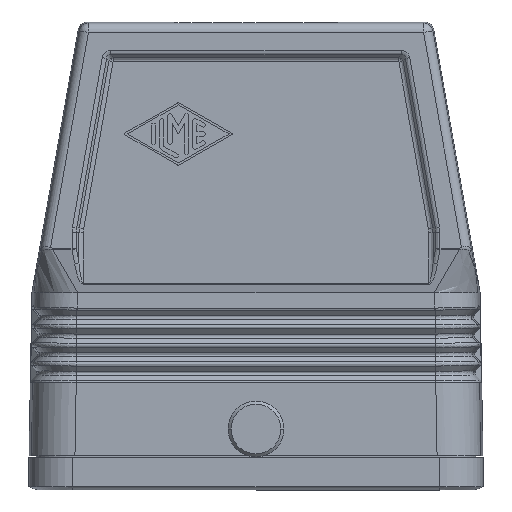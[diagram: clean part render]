
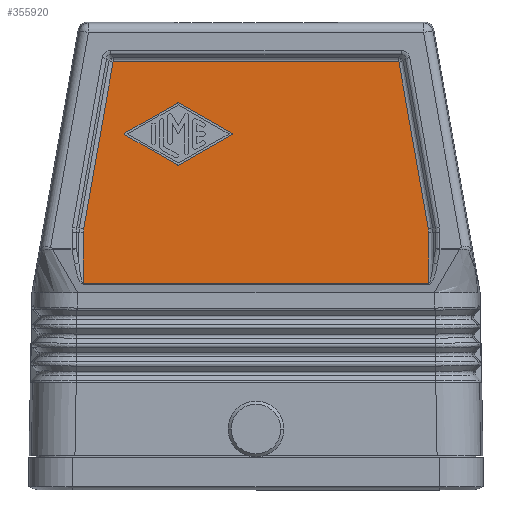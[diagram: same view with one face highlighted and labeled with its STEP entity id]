
A CAD part, left-side view. The second image highlights one B-rep face of the part: STEP entity #355920.
In plain terms, the highlighted planar face has unit normal (-1, 0, 0).
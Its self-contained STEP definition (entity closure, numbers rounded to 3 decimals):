
#32810=CARTESIAN_POINT('',(74.12,54.827,
50.993));
#32820=DIRECTION('',(1.,0.,0.));
#32830=DIRECTION('',(0.,1.,0.));
#32840=AXIS2_PLACEMENT_3D('',#32810,#32820,#32830);
#32850=PLANE('',#32840);
#32860=CARTESIAN_POINT('',(74.12,25.163,
48.623));
#32870=DIRECTION('',(0.,0.868,0.496));
#32880=VECTOR('',#32870,1.);
#32890=LINE('',#32860,#32880);
#32900=CARTESIAN_POINT('',(74.12,31.324,
52.145));
#32910=VERTEX_POINT('',#32900);
#32920=CARTESIAN_POINT('',(74.12,39.74,
56.956));
#32930=VERTEX_POINT('',#32920);
#32940=EDGE_CURVE('',#32910,#32930,#32890,.T.);
#32960=CARTESIAN_POINT('',(74.12,31.407,52.));
#32970=DIRECTION('',(-1.,0.,0.));
#32980=DIRECTION('',(0.,-1.,0.));
#32990=AXIS2_PLACEMENT_3D('',#32960,#32970,#32980);
#33000=CIRCLE('',#32990,0.167);
#33010=CARTESIAN_POINT('',(74.12,31.324,
51.855));
#33020=VERTEX_POINT('',#33010);
#33030=EDGE_CURVE('',#33020,#32910,#33000,.T.);
#33050=CARTESIAN_POINT('',(74.12,25.163,
55.377));
#33060=DIRECTION('',(0.,-0.868,0.496));
#33070=VECTOR('',#33060,1.);
#33080=LINE('',#33050,#33070);
#33090=CARTESIAN_POINT('',(74.12,39.74,
47.044));
#33100=VERTEX_POINT('',#33090);
#33110=EDGE_CURVE('',#33100,#33020,#33080,.T.);
#33130=CARTESIAN_POINT('',(74.12,39.906,47.334));
#33140=DIRECTION('',(-1.,0.,0.));
#33150=DIRECTION('',(0.,-1.,0.));
#33160=AXIS2_PLACEMENT_3D('',#33130,#33140,#33150);
#33170=CIRCLE('',#33160,0.333);
#33180=CARTESIAN_POINT('',(74.12,40.071,
47.044));
#33190=VERTEX_POINT('',#33180);
#33200=EDGE_CURVE('',#33190,#33100,#33170,.T.);
#33220=CARTESIAN_POINT('',(74.12,25.163,
38.523));
#33230=DIRECTION('',(0.,-0.868,-0.496));
#33240=VECTOR('',#33230,1.);
#33250=LINE('',#33220,#33240);
#33260=CARTESIAN_POINT('',(74.12,48.487,
51.855));
#33270=VERTEX_POINT('',#33260);
#33280=EDGE_CURVE('',#33270,#33190,#33250,.T.);
#33300=CARTESIAN_POINT('',(74.12,48.405,52.));
#33310=DIRECTION('',(-1.,0.,0.));
#33320=DIRECTION('',(0.,-1.,0.));
#33330=AXIS2_PLACEMENT_3D('',#33300,#33310,#33320);
#33340=CIRCLE('',#33330,0.167);
#33350=CARTESIAN_POINT('',(74.12,48.487,
52.145));
#33360=VERTEX_POINT('',#33350);
#33370=EDGE_CURVE('',#33360,#33270,#33340,.T.);
#33390=CARTESIAN_POINT('',(74.12,25.163,
65.477));
#33400=DIRECTION('',(0.,0.868,-0.496));
#33410=VECTOR('',#33400,1.);
#33420=LINE('',#33390,#33410);
#33430=CARTESIAN_POINT('',(74.12,40.071,
56.956));
#33440=VERTEX_POINT('',#33430);
#33450=EDGE_CURVE('',#33440,#33360,#33420,.T.);
#33470=CARTESIAN_POINT('',(74.12,39.906,56.666));
#33480=DIRECTION('',(-1.,0.,0.));
#33490=DIRECTION('',(0.,-1.,0.));
#33500=AXIS2_PLACEMENT_3D('',#33470,#33480,#33490);
#33510=CIRCLE('',#33500,0.333);
#33520=EDGE_CURVE('',#32930,#33440,#33510,.T.);
#34570=CARTESIAN_POINT('',(74.12,-0.345,
36.149));
#34580=VERTEX_POINT('',#34570);
#34630=CARTESIAN_POINT('',(74.12,-0.291,
36.762));
#34640=CARTESIAN_POINT('',(74.12,-0.295,
36.74));
#34650=CARTESIAN_POINT('',(74.12,-0.299,
36.717));
#34660=CARTESIAN_POINT('',(74.12,-0.304,
36.685));
#34670=CARTESIAN_POINT('',(74.12,-0.306,
36.675));
#34680=CARTESIAN_POINT('',(74.12,-0.317,
36.597));
#34690=CARTESIAN_POINT('',(74.12,-0.325,
36.527));
#34700=CARTESIAN_POINT('',(74.12,-0.332,
36.457));
#34710=CARTESIAN_POINT('',(74.12,-0.338,
36.384));
#34720=CARTESIAN_POINT('',(74.12,-0.342,
36.312));
#34730=CARTESIAN_POINT('',(74.12,-0.344,
36.232));
#34740=CARTESIAN_POINT('',(74.12,-0.344,
36.225));
#34750=CARTESIAN_POINT('',(74.12,-0.345,
36.195));
#34760=CARTESIAN_POINT('',(74.12,-0.345,
36.172));
#34770=CARTESIAN_POINT('',(74.12,-0.345,
36.149));
#34780=B_SPLINE_CURVE_WITH_KNOTS('',3,(#34630,#34640,#34650,#34660,
#34670,#34680,#34690,#34700,#34710,#34720,#34730,#34740,#34750,#34760,
#34770),.UNSPECIFIED.,.F.,.F.,(4,2,2,3,2,2,4),(0.,0.077,
0.107,0.339,0.579,0.602,
0.678),.UNSPECIFIED.);
#34790=CARTESIAN_POINT('',(74.12,-0.291,
36.762));
#34800=VERTEX_POINT('',#34790);
#34810=EDGE_CURVE('',#34800,#34580,#34780,.T.);
#217520=CARTESIAN_POINT('',(74.12,-0.345,
27.959));
#217530=VERTEX_POINT('',#217520);
#217710=CARTESIAN_POINT('',(74.12,55.165,
27.959));
#217720=VERTEX_POINT('',#217710);
#217750=CARTESIAN_POINT('',(74.12,25.163,
27.959));
#217760=DIRECTION('',(0.,1.,0.));
#217770=VECTOR('',#217760,1.);
#217780=LINE('',#217750,#217770);
#217790=EDGE_CURVE('',#217530,#217720,#217780,.T.);
#355220=CARTESIAN_POINT('',(74.12,55.165,
34.229));
#355230=DIRECTION('',(0.,0.,1.));
#355240=VECTOR('',#355230,1.);
#355250=LINE('',#355220,#355240);
#355260=CARTESIAN_POINT('',(74.12,55.165,
36.155));
#355270=VERTEX_POINT('',#355260);
#355280=EDGE_CURVE('',#217720,#355270,#355250,.T.);
#355290=ORIENTED_EDGE('',*,*,#355280,.F.);
#355300=CARTESIAN_POINT('',(74.12,55.165,
36.155));
#355310=CARTESIAN_POINT('',(74.12,55.165,
36.178));
#355320=CARTESIAN_POINT('',(74.12,55.165,
36.201));
#355330=CARTESIAN_POINT('',(74.12,55.164,
36.233));
#355340=CARTESIAN_POINT('',(74.12,55.164,
36.243));
#355350=CARTESIAN_POINT('',(74.12,55.162,
36.322));
#355360=CARTESIAN_POINT('',(74.12,55.158,
36.392));
#355370=CARTESIAN_POINT('',(74.12,55.152,
36.463));
#355380=CARTESIAN_POINT('',(74.12,55.145,
36.535));
#355390=CARTESIAN_POINT('',(74.12,55.137,
36.607));
#355400=CARTESIAN_POINT('',(74.12,55.125,
36.686));
#355410=CARTESIAN_POINT('',(74.12,55.124,
36.693));
#355420=CARTESIAN_POINT('',(74.12,55.119,
36.723));
#355430=CARTESIAN_POINT('',(74.12,55.115,
36.745));
#355440=CARTESIAN_POINT('',(74.12,55.111,
36.768));
#355450=B_SPLINE_CURVE_WITH_KNOTS('',3,(#355300,#355310,#355320,#355330,
#355340,#355350,#355360,#355370,#355380,#355390,#355400,#355410,#355420,
#355430,#355440),.UNSPECIFIED.,.F.,.F.,(4,2,2,3,2,2,4),(0.,
0.077,0.107,0.339,0.579
,0.602,0.678),.UNSPECIFIED.);
#355460=CARTESIAN_POINT('',(74.12,55.111,
36.768));
#355470=VERTEX_POINT('',#355460);
#355480=EDGE_CURVE('',#355270,#355470,#355450,.T.);
#355490=ORIENTED_EDGE('',*,*,#355480,.F.);
#355500=CARTESIAN_POINT('',(74.12,55.559,
34.229));
#355510=DIRECTION('',(0.,-0.174,0.985));
#355520=VECTOR('',#355510,1.);
#355530=LINE('',#355500,#355520);
#355540=CARTESIAN_POINT('',(74.12,50.387,
63.586));
#355550=VERTEX_POINT('',#355540);
#355560=EDGE_CURVE('',#355470,#355550,#355530,.T.);
#355570=ORIENTED_EDGE('',*,*,#355560,.F.);
#355580=CARTESIAN_POINT('',(74.12,25.163,
63.586));
#355590=DIRECTION('',(0.,1.,0.));
#355600=VECTOR('',#355590,1.);
#355610=LINE('',#355580,#355600);
#355620=CARTESIAN_POINT('',(74.12,4.434,
63.586));
#355630=VERTEX_POINT('',#355620);
#355640=EDGE_CURVE('',#355630,#355550,#355610,.T.);
#355650=ORIENTED_EDGE('',*,*,#355640,.T.);
#355660=CARTESIAN_POINT('',(74.12,-0.738,
34.229));
#355670=DIRECTION('',(0.,0.174,0.985));
#355680=VECTOR('',#355670,1.);
#355690=LINE('',#355660,#355680);
#355700=EDGE_CURVE('',#34800,#355630,#355690,.T.);
#355710=ORIENTED_EDGE('',*,*,#355700,.T.);
#355720=ORIENTED_EDGE('',*,*,#34810,.F.);
#355730=CARTESIAN_POINT('',(74.12,-0.345,
34.229));
#355740=DIRECTION('',(0.,0.,1.));
#355750=VECTOR('',#355740,1.);
#355760=LINE('',#355730,#355750);
#355770=EDGE_CURVE('',#217530,#34580,#355760,.T.);
#355780=ORIENTED_EDGE('',*,*,#355770,.T.);
#355790=ORIENTED_EDGE('',*,*,#217790,.F.);
#355800=EDGE_LOOP('',(#355790,#355780,#355720,#355710,#355650,#355570,
#355490,#355290));
#355810=FACE_OUTER_BOUND('',#355800,.T.);
#355820=ORIENTED_EDGE('',*,*,#33450,.F.);
#355830=ORIENTED_EDGE('',*,*,#33370,.F.);
#355840=ORIENTED_EDGE('',*,*,#33280,.F.);
#355850=ORIENTED_EDGE('',*,*,#33200,.F.);
#355860=ORIENTED_EDGE('',*,*,#33110,.F.);
#355870=ORIENTED_EDGE('',*,*,#33030,.F.);
#355880=ORIENTED_EDGE('',*,*,#32940,.F.);
#355890=ORIENTED_EDGE('',*,*,#33520,.F.);
#355900=EDGE_LOOP('',(#355890,#355880,#355870,#355860,#355850,#355840,
#355830,#355820));
#355910=FACE_BOUND('',#355900,.T.);
#355920=ADVANCED_FACE('',(#355810,#355910),#32850,.F.);
